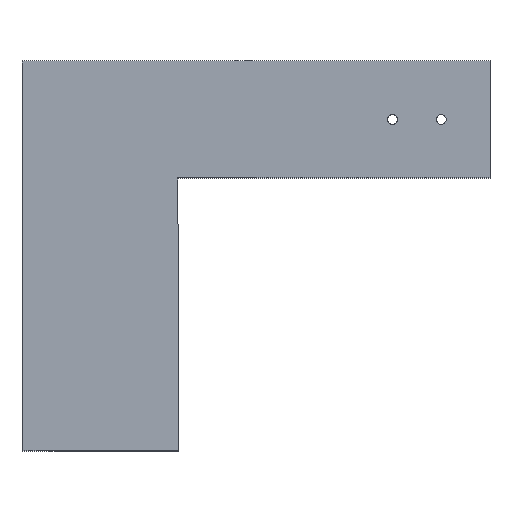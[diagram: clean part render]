
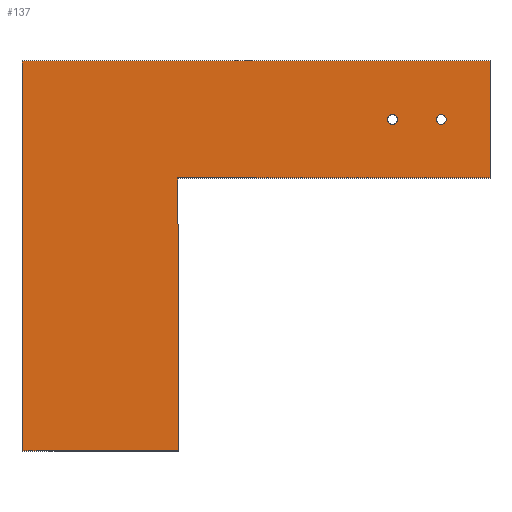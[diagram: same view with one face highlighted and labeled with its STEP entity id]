
A CAD part, top view. The second image highlights one B-rep face of the part: STEP entity #137.
In plain terms, the highlighted planar face has unit normal (0, 0, 1).
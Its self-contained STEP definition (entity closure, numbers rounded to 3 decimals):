
#5 = AXIS2_PLACEMENT_3D ( 'NONE', #26, #175, #287 ) ;
#7 = EDGE_CURVE ( 'NONE', #53, #185, #108, .T. ) ;
#18 = VERTEX_POINT ( 'NONE', #213 ) ;
#23 = ORIENTED_EDGE ( 'NONE', *, *, #173, .T. ) ;
#26 = CARTESIAN_POINT ( 'NONE',  ( 0., 0., 3. ) ) ;
#29 = CARTESIAN_POINT ( 'NONE',  ( 25., 30., 3. ) ) ;
#35 = CARTESIAN_POINT ( 'NONE',  ( -135., -30., 3. ) ) ;
#36 = CARTESIAN_POINT ( 'NONE',  ( 2.5, 0., 3. ) ) ;
#41 = ORIENTED_EDGE ( 'NONE', *, *, #266, .F. ) ;
#49 = CARTESIAN_POINT ( 'NONE',  ( -27.5, 0., 3. ) ) ;
#52 = EDGE_CURVE ( 'NONE', #87, #69, #210, .T. ) ;
#53 = VERTEX_POINT ( 'NONE', #29 ) ;
#63 = DIRECTION ( 'NONE',  ( 1., 0., 0. ) ) ;
#65 = VECTOR ( 'NONE', #100, 1000. ) ;
#67 = VECTOR ( 'NONE', #451, 1000. ) ;
#69 = VERTEX_POINT ( 'NONE', #35 ) ;
#71 = CARTESIAN_POINT ( 'NONE',  ( -22.5, 0., 3. ) ) ;
#79 = EDGE_CURVE ( 'NONE', #365, #18, #187, .T. ) ;
#80 = LINE ( 'NONE', #190, #259 ) ;
#82 = CARTESIAN_POINT ( 'NONE',  ( 25., 30., 3. ) ) ;
#84 = DIRECTION ( 'NONE',  ( 0., 0., 1. ) ) ;
#86 = CARTESIAN_POINT ( 'NONE',  ( 0., 0., 3. ) ) ;
#87 = VERTEX_POINT ( 'NONE', #97 ) ;
#89 = VERTEX_POINT ( 'NONE', #71 ) ;
#97 = CARTESIAN_POINT ( 'NONE',  ( -135., -170., 3. ) ) ;
#99 = FACE_BOUND ( 'NONE', #130, .T. ) ;
#100 = DIRECTION ( 'NONE',  ( 0., 1., 0. ) ) ;
#103 = CARTESIAN_POINT ( 'NONE',  ( 0., 0., 3. ) ) ;
#108 = LINE ( 'NONE', #206, #165 ) ;
#117 = LINE ( 'NONE', #82, #142 ) ;
#130 = EDGE_LOOP ( 'NONE', ( #200, #273 ) ) ;
#137 = ADVANCED_FACE ( 'NONE', ( #411, #99, #374 ), #282, .F. ) ;
#141 = CARTESIAN_POINT ( 'NONE',  ( -135., -30., 3. ) ) ;
#142 = VECTOR ( 'NONE', #351, 1000. ) ;
#149 = AXIS2_PLACEMENT_3D ( 'NONE', #198, #161, #300 ) ;
#157 = CIRCLE ( 'NONE', #372, 2.5 ) ;
#161 = DIRECTION ( 'NONE',  ( 0., 0., 1. ) ) ;
#163 = ORIENTED_EDGE ( 'NONE', *, *, #412, .T. ) ;
#165 = VECTOR ( 'NONE', #243, 1000. ) ;
#173 = EDGE_CURVE ( 'NONE', #221, #53, #117, .T. ) ;
#175 = DIRECTION ( 'NONE',  ( 0., 0., -1. ) ) ;
#181 = EDGE_CURVE ( 'NONE', #185, #299, #80, .T. ) ;
#185 = VERTEX_POINT ( 'NONE', #390 ) ;
#187 = CIRCLE ( 'NONE', #302, 2.5 ) ;
#190 = CARTESIAN_POINT ( 'NONE',  ( -215., -170., 3. ) ) ;
#194 = VERTEX_POINT ( 'NONE', #49 ) ;
#198 = CARTESIAN_POINT ( 'NONE',  ( -25., 0., 3. ) ) ;
#200 = ORIENTED_EDGE ( 'NONE', *, *, #79, .F. ) ;
#205 = LINE ( 'NONE', #308, #67 ) ;
#206 = CARTESIAN_POINT ( 'NONE',  ( -215., 30., 3. ) ) ;
#210 = LINE ( 'NONE', #141, #65 ) ;
#213 = CARTESIAN_POINT ( 'NONE',  ( -2.5, 0., 3. ) ) ;
#221 = VERTEX_POINT ( 'NONE', #264 ) ;
#229 = ORIENTED_EDGE ( 'NONE', *, *, #318, .F. ) ;
#234 = CARTESIAN_POINT ( 'NONE',  ( -215., -170., 3. ) ) ;
#243 = DIRECTION ( 'NONE',  ( -1., 0., 0. ) ) ;
#245 = DIRECTION ( 'NONE',  ( 0., 0., 1. ) ) ;
#251 = EDGE_LOOP ( 'NONE', ( #41, #229 ) ) ;
#259 = VECTOR ( 'NONE', #334, 1000. ) ;
#264 = CARTESIAN_POINT ( 'NONE',  ( 25., -30., 3. ) ) ;
#266 = EDGE_CURVE ( 'NONE', #89, #194, #157, .T. ) ;
#273 = ORIENTED_EDGE ( 'NONE', *, *, #314, .F. ) ;
#278 = DIRECTION ( 'NONE',  ( 1., 0., 0. ) ) ;
#282 = PLANE ( 'NONE',  #5 ) ;
#287 = DIRECTION ( 'NONE',  ( -1., 0., 0. ) ) ;
#290 = EDGE_LOOP ( 'NONE', ( #367, #325, #395, #340, #163, #23 ) ) ;
#299 = VERTEX_POINT ( 'NONE', #234 ) ;
#300 = DIRECTION ( 'NONE',  ( 1., 0., 0. ) ) ;
#302 = AXIS2_PLACEMENT_3D ( 'NONE', #103, #245, #278 ) ;
#308 = CARTESIAN_POINT ( 'NONE',  ( -135., -170., 3. ) ) ;
#310 = LINE ( 'NONE', #413, #386 ) ;
#314 = EDGE_CURVE ( 'NONE', #18, #365, #379, .T. ) ;
#318 = EDGE_CURVE ( 'NONE', #194, #89, #339, .T. ) ;
#325 = ORIENTED_EDGE ( 'NONE', *, *, #181, .T. ) ;
#334 = DIRECTION ( 'NONE',  ( 0., -1., 0. ) ) ;
#339 = CIRCLE ( 'NONE', #149, 2.5 ) ;
#340 = ORIENTED_EDGE ( 'NONE', *, *, #52, .T. ) ;
#351 = DIRECTION ( 'NONE',  ( 0., 1., 0. ) ) ;
#362 = DIRECTION ( 'NONE',  ( 1., 0., 0. ) ) ;
#364 = DIRECTION ( 'NONE',  ( 0., 0., 1. ) ) ;
#365 = VERTEX_POINT ( 'NONE', #36 ) ;
#367 = ORIENTED_EDGE ( 'NONE', *, *, #7, .T. ) ;
#372 = AXIS2_PLACEMENT_3D ( 'NONE', #394, #84, #398 ) ;
#374 = FACE_OUTER_BOUND ( 'NONE', #290, .T. ) ;
#379 = CIRCLE ( 'NONE', #433, 2.5 ) ;
#386 = VECTOR ( 'NONE', #63, 1000. ) ;
#390 = CARTESIAN_POINT ( 'NONE',  ( -215., 30., 3. ) ) ;
#394 = CARTESIAN_POINT ( 'NONE',  ( -25., 0., 3. ) ) ;
#395 = ORIENTED_EDGE ( 'NONE', *, *, #448, .T. ) ;
#398 = DIRECTION ( 'NONE',  ( 1., 0., 0. ) ) ;
#411 = FACE_BOUND ( 'NONE', #251, .T. ) ;
#412 = EDGE_CURVE ( 'NONE', #69, #221, #310, .T. ) ;
#413 = CARTESIAN_POINT ( 'NONE',  ( 25., -30., 3. ) ) ;
#433 = AXIS2_PLACEMENT_3D ( 'NONE', #86, #364, #362 ) ;
#448 = EDGE_CURVE ( 'NONE', #299, #87, #205, .T. ) ;
#451 = DIRECTION ( 'NONE',  ( 1., 0., 0. ) ) ;
